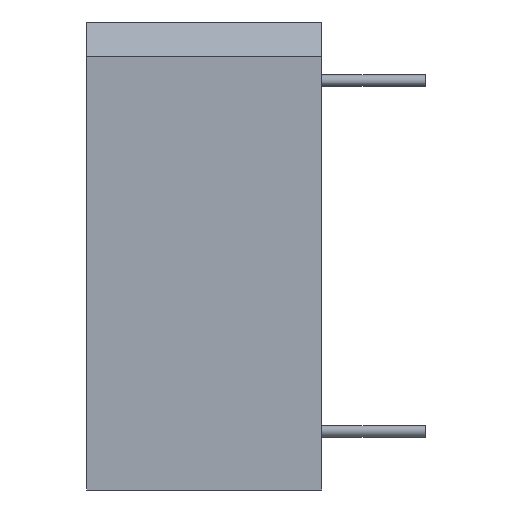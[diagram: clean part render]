
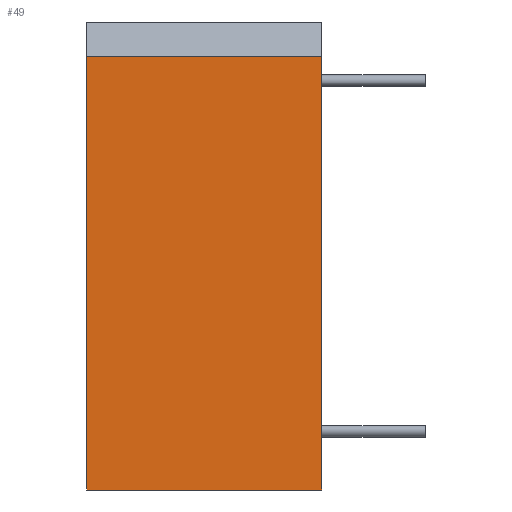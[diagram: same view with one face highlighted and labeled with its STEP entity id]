
A CAD part, left-side view. The second image highlights one B-rep face of the part: STEP entity #49.
In plain terms, the highlighted planar face has unit normal (-1, 0, 0).
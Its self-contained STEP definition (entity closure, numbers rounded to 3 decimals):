
#1 = ORIENTED_EDGE ( 'NONE', *, *, #64, .F. ) ;
#3 = CARTESIAN_POINT ( 'NONE',  ( -15.9, 0., 8.65 ) ) ;
#30 = ORIENTED_EDGE ( 'NONE', *, *, #668, .T. ) ;
#31 = CARTESIAN_POINT ( 'NONE',  ( -15.9, 10.2, 8.65 ) ) ;
#49 = ADVANCED_FACE ( 'NONE', ( #225 ), #532, .F. ) ;
#64 = EDGE_CURVE ( 'NONE', #448, #369, #413, .T. ) ;
#106 = VERTEX_POINT ( 'NONE', #416 ) ;
#155 = CARTESIAN_POINT ( 'NONE',  ( -15.9, 10.2, -10.15 ) ) ;
#169 = DIRECTION ( 'NONE',  ( 0., 0., 1. ) ) ;
#194 = AXIS2_PLACEMENT_3D ( 'NONE', #300, #344, #649 ) ;
#199 = DIRECTION ( 'NONE',  ( 0., -1., 0. ) ) ;
#225 = FACE_OUTER_BOUND ( 'NONE', #774, .T. ) ;
#259 = CARTESIAN_POINT ( 'NONE',  ( -15.9, 10.2, -10.15 ) ) ;
#285 = DIRECTION ( 'NONE',  ( 0., 0., 1. ) ) ;
#300 = CARTESIAN_POINT ( 'NONE',  ( -15.9, 10.2, -10.15 ) ) ;
#334 = VECTOR ( 'NONE', #415, 1000. ) ;
#344 = DIRECTION ( 'NONE',  ( 1., 0., 0. ) ) ;
#359 = LINE ( 'NONE', #31, #334 ) ;
#369 = VERTEX_POINT ( 'NONE', #808 ) ;
#413 = LINE ( 'NONE', #155, #757 ) ;
#415 = DIRECTION ( 'NONE',  ( 0., 1., 0. ) ) ;
#416 = CARTESIAN_POINT ( 'NONE',  ( -15.9, 0., -10.15 ) ) ;
#448 = VERTEX_POINT ( 'NONE', #550 ) ;
#470 = VECTOR ( 'NONE', #169, 1000. ) ;
#532 = PLANE ( 'NONE',  #194 ) ;
#541 = ORIENTED_EDGE ( 'NONE', *, *, #654, .T. ) ;
#550 = CARTESIAN_POINT ( 'NONE',  ( -15.9, 10.2, -10.15 ) ) ;
#592 = CARTESIAN_POINT ( 'NONE',  ( -15.9, 0., -10.15 ) ) ;
#635 = VECTOR ( 'NONE', #199, 1000. ) ;
#649 = DIRECTION ( 'NONE',  ( 0., 0., -1. ) ) ;
#654 = EDGE_CURVE ( 'NONE', #448, #106, #825, .T. ) ;
#668 = EDGE_CURVE ( 'NONE', #106, #699, #731, .T. ) ;
#680 = EDGE_CURVE ( 'NONE', #699, #369, #359, .T. ) ;
#699 = VERTEX_POINT ( 'NONE', #3 ) ;
#731 = LINE ( 'NONE', #592, #470 ) ;
#757 = VECTOR ( 'NONE', #285, 1000. ) ;
#774 = EDGE_LOOP ( 'NONE', ( #30, #776, #1, #541 ) ) ;
#776 = ORIENTED_EDGE ( 'NONE', *, *, #680, .T. ) ;
#808 = CARTESIAN_POINT ( 'NONE',  ( -15.9, 10.2, 8.65 ) ) ;
#825 = LINE ( 'NONE', #259, #635 ) ;
